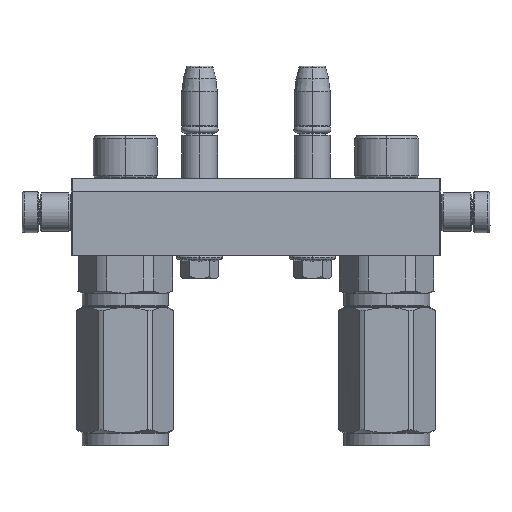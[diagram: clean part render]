
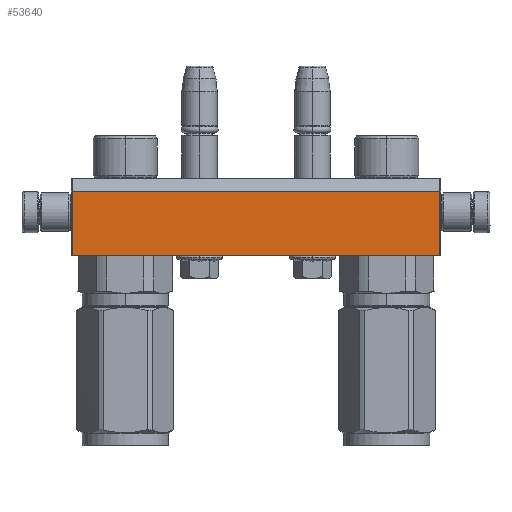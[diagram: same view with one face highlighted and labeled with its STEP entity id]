
A CAD part, left-side view. The second image highlights one B-rep face of the part: STEP entity #53640.
In plain terms, the highlighted face is planar.
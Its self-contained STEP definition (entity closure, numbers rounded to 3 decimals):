
#601 = EDGE_CURVE ( 'NONE', #75713, #25439, #59645, .T. ) ;
#894 = VECTOR ( 'NONE', #42725, 1000. ) ;
#1229 = ORIENTED_EDGE ( 'NONE', *, *, #52948, .F. ) ;
#3818 = VECTOR ( 'NONE', #33235, 1000. ) ;
#9314 = LINE ( 'NONE', #61547, #50378 ) ;
#10222 = CARTESIAN_POINT ( 'NONE',  ( 0.5, 30., -90. ) ) ;
#10638 = ORIENTED_EDGE ( 'NONE', *, *, #601, .T. ) ;
#12031 = VERTEX_POINT ( 'NONE', #57662 ) ;
#14476 = DIRECTION ( 'NONE',  ( 0., 1., 0. ) ) ;
#20952 = LINE ( 'NONE', #69438, #75925 ) ;
#21039 = ORIENTED_EDGE ( 'NONE', *, *, #74511, .F. ) ;
#21767 = CARTESIAN_POINT ( 'NONE',  ( 144., 0., -90. ) ) ;
#22403 = ORIENTED_EDGE ( 'NONE', *, *, #65604, .T. ) ;
#22476 = CARTESIAN_POINT ( 'NONE',  ( 0.5, 5., -90. ) ) ;
#24302 = VERTEX_POINT ( 'NONE', #28766 ) ;
#25439 = VERTEX_POINT ( 'NONE', #10222 ) ;
#27395 = PLANE ( 'NONE',  #33839 ) ;
#28766 = CARTESIAN_POINT ( 'NONE',  ( 143.5, 30., -90. ) ) ;
#33235 = DIRECTION ( 'NONE',  ( 0., 1., 0. ) ) ;
#33839 = AXIS2_PLACEMENT_3D ( 'NONE', #21767, #50881, #44765 ) ;
#37083 = CARTESIAN_POINT ( 'NONE',  ( 143.5, 30., -90. ) ) ;
#40144 = DIRECTION ( 'NONE',  ( -1., 0., 0. ) ) ;
#42725 = DIRECTION ( 'NONE',  ( -1., 0., 0. ) ) ;
#44765 = DIRECTION ( 'NONE',  ( -1., 0., 0. ) ) ;
#44821 = FACE_OUTER_BOUND ( 'NONE', #73769, .T. ) ;
#50378 = VECTOR ( 'NONE', #14476, 1000. ) ;
#50881 = DIRECTION ( 'NONE',  ( 0., 0., -1. ) ) ;
#52948 = EDGE_CURVE ( 'NONE', #12031, #24302, #9314, .T. ) ;
#53640 = ADVANCED_FACE ( 'NONE', ( #44821 ), #27395, .T. ) ;
#57662 = CARTESIAN_POINT ( 'NONE',  ( 143.5, 5., -90. ) ) ;
#58521 = LINE ( 'NONE', #37083, #894 ) ;
#59645 = LINE ( 'NONE', #62497, #3818 ) ;
#61547 = CARTESIAN_POINT ( 'NONE',  ( 143.5, 5., -90. ) ) ;
#62497 = CARTESIAN_POINT ( 'NONE',  ( 0.5, 5., -90. ) ) ;
#65604 = EDGE_CURVE ( 'NONE', #12031, #75713, #20952, .T. ) ;
#69438 = CARTESIAN_POINT ( 'NONE',  ( 143.5, 5., -90. ) ) ;
#73769 = EDGE_LOOP ( 'NONE', ( #21039, #1229, #22403, #10638 ) ) ;
#74511 = EDGE_CURVE ( 'NONE', #24302, #25439, #58521, .T. ) ;
#75713 = VERTEX_POINT ( 'NONE', #22476 ) ;
#75925 = VECTOR ( 'NONE', #40144, 1000. ) ;
